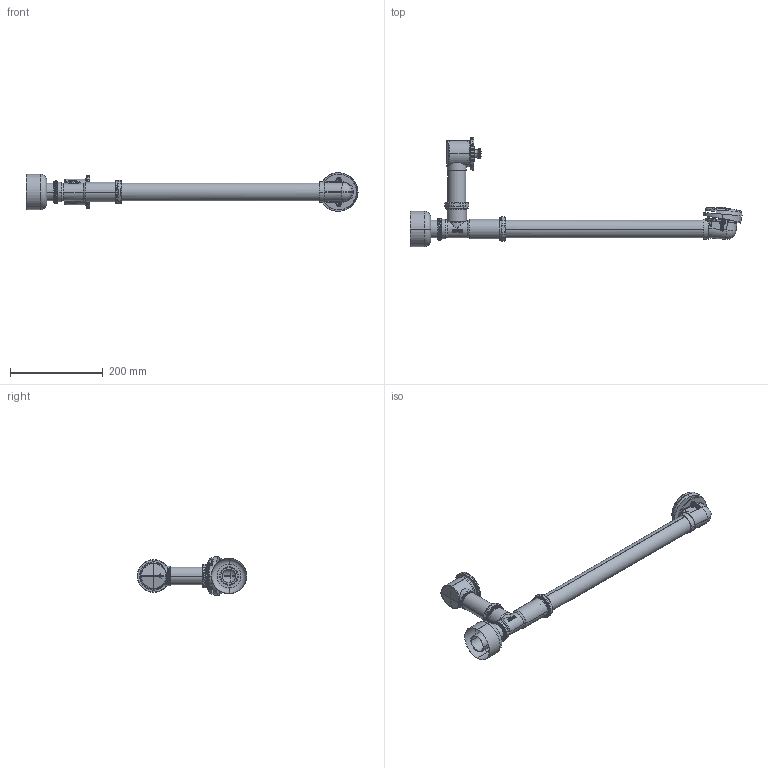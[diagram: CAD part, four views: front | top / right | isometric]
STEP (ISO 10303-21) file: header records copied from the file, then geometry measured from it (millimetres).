
FILE_DESCRIPTION((''),'2;1');
FILE_NAME('257_ASM','2021-10-25T11:11:35',('rsmith'),(''),'CREO PARAMETRIC BY PTC INC, 2018400','CREO PARAMETRIC BY PTC INC, 2018400','');
FILE_SCHEMA(('AUTOMOTIVE_DESIGN { 1 0 10303 214 1 1 1 1 }'));
Length unit declared in the file: inch
Products named in the file (23): 50241; 50242; 50239; 50238; 91170; 50268; 50269; 50270; 50625; 92130; 91159; 270_ASM; 50236; 50244; 5-018_ASM; 91169; 50243; 91171; 50263; 92065; 266_ASM; 50839; 257_ASM
Assembly tree (25 placements, depth 3):
  257_ASM
    50241
    50242
    50239
    50238
    91170
    270_ASM
      50268
      50269
      50270
      50625
      92130
      91159
    5-018_ASM
      50236
      50244
    91169  x2
    50243  x2
    91171
    266_ASM
      50263
      92065  x2
    50839
Bounding box: 714.15 x 235.55 x 82.55 mm (x, y, z)
Volume: 268408 mm3; surface area: 352492.3 mm2
Topology: 22 solids, 22 shells, 1428 faces, 3777 edges, 2406 vertices
Faces by surface type: cylinder 602, plane 349, bspline 241, cone 95, torus 64, extrusion 59, sphere 18
Entity records: 94394 total; most frequent: CARTESIAN_POINT 51679, ORIENTED_EDGE 6692, DIRECTION 5302, PRESENTATION_STYLE_ASSIGNMENT 3659, STYLED_ITEM 3659, CURVE_STYLE 3403, EDGE_CURVE 3346, VERTEX_POINT 2137
